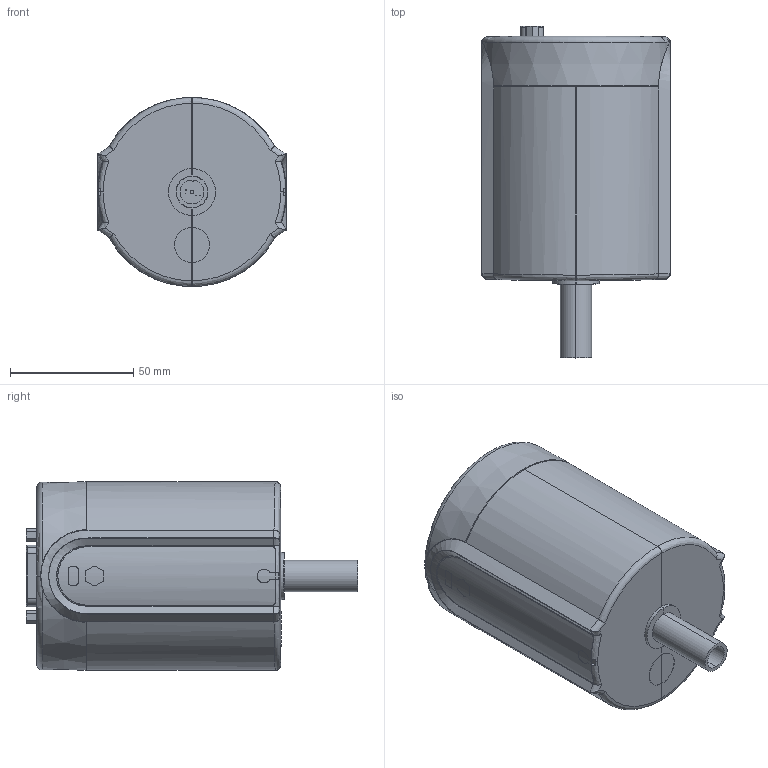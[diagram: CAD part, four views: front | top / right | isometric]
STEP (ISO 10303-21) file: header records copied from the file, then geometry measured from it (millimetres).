
FILE_DESCRIPTION (( 'STEP AP203' ), '1' );
FILE_NAME ('1052001-FITTING BA-NO FITTING.STEP', '2013-06-28T13:59:37', ( '' ), ( '' ), 'SwSTEP 2.0', 'SolidWorks 2012', '' );
FILE_SCHEMA (( 'CONFIG_CONTROL_DESIGN' ));
Length unit declared in the file: inch
Products named in the file (1): 1052001-FITTING BA-NO FITTING
Bounding box: 76.45 x 134.48 x 76.58 mm (x, y, z)
Surface area: 51938.9 mm2 (no closed solid volume)
Topology: 0 solids, 19 shells, 241 faces, 1562 edges, 1305 vertices
Faces by surface type: cylinder 99, plane 65, bspline 36, sphere 30, torus 7, cone 4
Entity records: 21251 total; most frequent: CARTESIAN_POINT 9359, DIRECTION 2536, ORIENTED_EDGE 1978, EDGE_CURVE 1498, VERTEX_POINT 1275, AXIS2_PLACEMENT_3D 1118, CIRCLE 912, EDGE_LOOP 586
